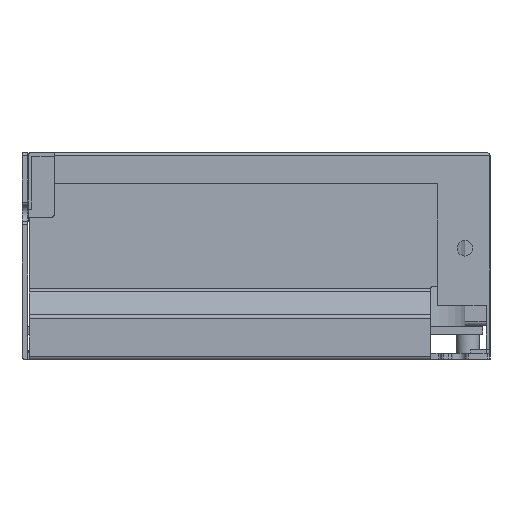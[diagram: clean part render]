
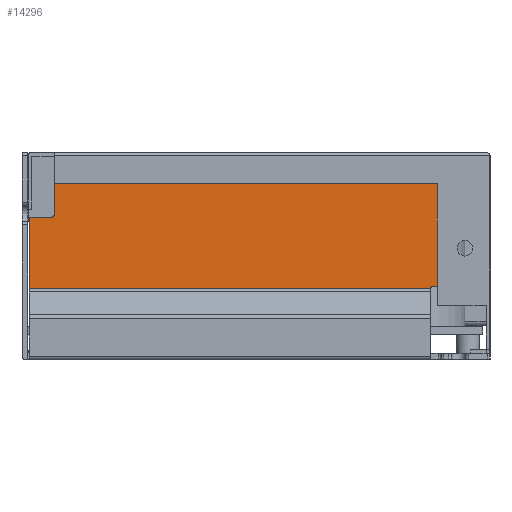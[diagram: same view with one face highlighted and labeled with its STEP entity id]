
A CAD part, left-side view. The second image highlights one B-rep face of the part: STEP entity #14296.
In plain terms, the highlighted planar face has unit normal (-1, 0, 0).
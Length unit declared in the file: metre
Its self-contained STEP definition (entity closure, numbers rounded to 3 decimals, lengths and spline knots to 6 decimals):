
#664=CIRCLE('',#15200,0.001625);
#665=CIRCLE('',#15201,0.0006);
#666=CIRCLE('',#15202,0.0006);
#1844=ORIENTED_EDGE('',*,*,#5278,.T.);
#1845=ORIENTED_EDGE('',*,*,#5279,.F.);
#1846=ORIENTED_EDGE('',*,*,#5280,.F.);
#1847=ORIENTED_EDGE('',*,*,#5281,.T.);
#1848=ORIENTED_EDGE('',*,*,#5282,.T.);
#1849=ORIENTED_EDGE('',*,*,#5283,.T.);
#1850=ORIENTED_EDGE('',*,*,#5284,.F.);
#1851=ORIENTED_EDGE('',*,*,#5285,.F.);
#1852=ORIENTED_EDGE('',*,*,#5286,.F.);
#1853=ORIENTED_EDGE('',*,*,#5287,.T.);
#5278=EDGE_CURVE('',#6995,#6995,#664,.T.);
#5279=EDGE_CURVE('',#6996,#6997,#8467,.T.);
#5280=EDGE_CURVE('',#6998,#6996,#8468,.T.);
#5281=EDGE_CURVE('',#6998,#6999,#8469,.T.);
#5282=EDGE_CURVE('',#6999,#7000,#665,.T.);
#5283=EDGE_CURVE('',#7000,#7001,#8470,.T.);
#5284=EDGE_CURVE('',#7002,#7001,#8471,.T.);
#5285=EDGE_CURVE('',#7003,#7002,#8472,.T.);
#5286=EDGE_CURVE('',#7004,#7003,#8473,.T.);
#5287=EDGE_CURVE('',#7004,#6997,#666,.T.);
#6995=VERTEX_POINT('',#21675);
#6996=VERTEX_POINT('',#21677);
#6997=VERTEX_POINT('',#21678);
#6998=VERTEX_POINT('',#21680);
#6999=VERTEX_POINT('',#21682);
#7000=VERTEX_POINT('',#21684);
#7001=VERTEX_POINT('',#21686);
#7002=VERTEX_POINT('',#21688);
#7003=VERTEX_POINT('',#21690);
#7004=VERTEX_POINT('',#21692);
#8467=LINE('',#21676,#9014);
#8468=LINE('',#21679,#9015);
#8469=LINE('',#21681,#9016);
#8470=LINE('',#21685,#9017);
#8471=LINE('',#21687,#9018);
#8472=LINE('',#21689,#9019);
#8473=LINE('',#21691,#9020);
#9014=VECTOR('',#17191,1.);
#9015=VECTOR('',#17192,1.);
#9016=VECTOR('',#17193,1.);
#9017=VECTOR('',#17196,1.);
#9018=VECTOR('',#17197,1.);
#9019=VECTOR('',#17198,1.);
#9020=VECTOR('',#17199,1.);
#9551=EDGE_LOOP('',(#1844));
#9552=EDGE_LOOP('',(#1845,#1846,#1847,#1848,#1849,#1850,#1851,#1852,#1853));
#11824=FACE_BOUND('',#9551,.T.);
#11825=FACE_BOUND('',#9552,.T.);
#14096=PLANE('',#15199);
#14296=ADVANCED_FACE('',(#11824,#11825),#14096,.F.);
#15199=AXIS2_PLACEMENT_3D('',#21673,#17187,#17188);
#15200=AXIS2_PLACEMENT_3D('',#21674,#17189,#17190);
#15201=AXIS2_PLACEMENT_3D('',#21683,#17194,#17195);
#15202=AXIS2_PLACEMENT_3D('',#21693,#17200,#17201);
#17187=DIRECTION('',(1.,0.,0.));
#17188=DIRECTION('',(0.,1.,0.));
#17189=DIRECTION('',(1.,0.,0.));
#17190=DIRECTION('',(0.,1.,0.));
#17191=DIRECTION('',(0.,-1.,0.));
#17192=DIRECTION('',(0.,0.,1.));
#17193=DIRECTION('',(0.,-1.,0.));
#17194=DIRECTION('',(1.,0.,0.));
#17195=DIRECTION('',(0.,1.,0.));
#17196=DIRECTION('',(0.,-1.,0.));
#17197=DIRECTION('',(0.,0.,-1.));
#17198=DIRECTION('',(0.,-1.,0.));
#17199=DIRECTION('',(0.,0.,1.));
#17200=DIRECTION('',(1.,0.,0.));
#17201=DIRECTION('',(0.,1.,0.));
#21673=CARTESIAN_POINT('',(0.007,0.0965,0.01488));
#21674=CARTESIAN_POINT('',(0.007,0.00525,0.02325));
#21675=CARTESIAN_POINT('',(0.007,0.006875,0.02325));
#21676=CARTESIAN_POINT('',(0.007,0.0965,0.02975));
#21677=CARTESIAN_POINT('',(0.007,0.0965,0.02975));
#21678=CARTESIAN_POINT('',(0.007,0.09184,0.02975));
#21679=CARTESIAN_POINT('',(0.007,0.0965,0.01488));
#21680=CARTESIAN_POINT('',(0.007,0.0965,0.01488));
#21681=CARTESIAN_POINT('',(0.007,0.0965,0.01488));
#21682=CARTESIAN_POINT('',(0.007,0.012462,0.01488));
#21683=CARTESIAN_POINT('',(0.007,0.0119,0.014671));
#21684=CARTESIAN_POINT('',(0.007,0.0119,0.015271));
#21685=CARTESIAN_POINT('',(0.007,0.0965,0.015271));
#21686=CARTESIAN_POINT('',(0.007,0.0008,0.015271));
#21687=CARTESIAN_POINT('',(0.007,0.0008,0.041976));
#21688=CARTESIAN_POINT('',(0.007,0.0008,0.041976));
#21689=CARTESIAN_POINT('',(0.007,0.0965,0.041976));
#21690=CARTESIAN_POINT('',(0.007,0.09124,0.041976));
#21691=CARTESIAN_POINT('',(0.007,0.09124,0.01488));
#21692=CARTESIAN_POINT('',(0.007,0.09124,0.03035));
#21693=CARTESIAN_POINT('',(0.007,0.09184,0.03035));
